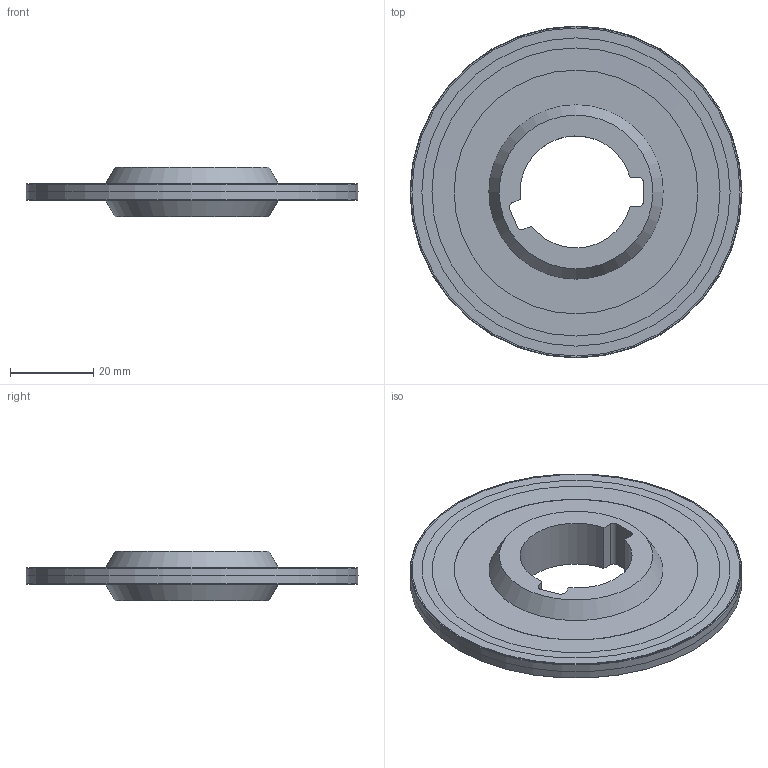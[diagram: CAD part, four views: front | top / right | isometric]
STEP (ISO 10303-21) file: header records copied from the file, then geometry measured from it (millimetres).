
FILE_DESCRIPTION(/* description */ (''),/* implementation_level */ '2;1');
FILE_NAME(/* name */ '80F8N_S90SN11N4_SIM.stp',/* time_stamp */ '2020-01-13T09:56:22+01:00',/* author */ (''),/* organization */ (''),/* preprocessor_version */ 'ST-DEVELOPER v16.7',/* originating_system */ 'SIEMENS PLM Software NX 12.0',/* authorisation */ '');
FILE_SCHEMA (('AUTOMOTIVE_DESIGN { 1 0 10303 214 3 1 1 1 }'));
Length unit declared in the file: millimetre
Products named in the file (1): pp071B6405401b35
Bounding box: 79.99 x 79.99 x 12 mm (x, y, z)
Volume: 28034.2 mm3; surface area: 16976.1 mm2
Topology: 2 solids, 2 shells, 43 faces, 93 edges, 54 vertices
Faces by surface type: revolution 18, plane 10, cone 8, cylinder 7
Full cylindrical faces by diameter (mm): 77 x1
Entity records: 1177 total; most frequent: CARTESIAN_POINT 272, DIRECTION 178, ORIENTED_EDGE 132, EDGE_LOOP 74, AXIS2_PLACEMENT_3D 68, EDGE_CURVE 66, FACE_BOUND 62, VERTEX_POINT 54
